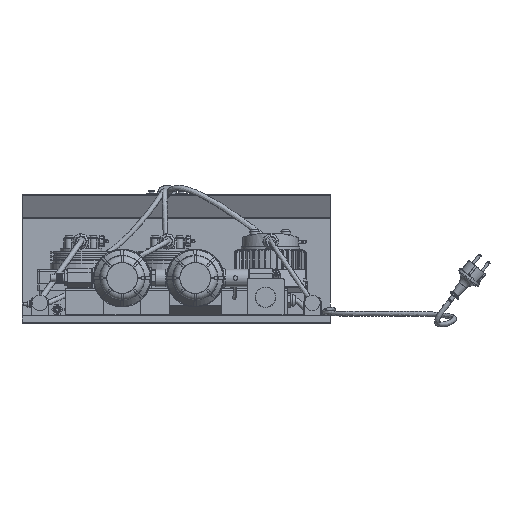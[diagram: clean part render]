
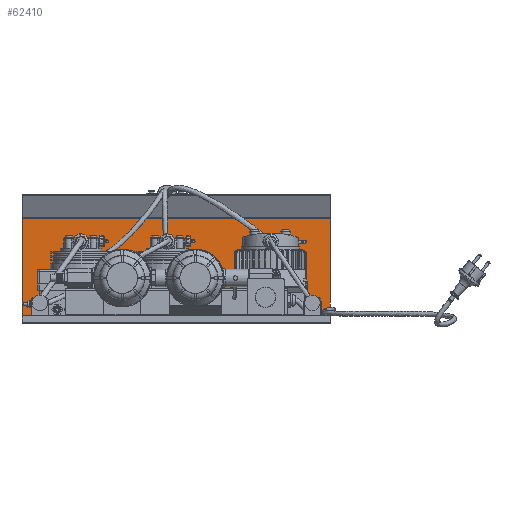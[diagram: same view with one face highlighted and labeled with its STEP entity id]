
A CAD part, front view. The second image highlights one B-rep face of the part: STEP entity #62410.
In plain terms, the highlighted planar face has unit normal (0, -1, 0).
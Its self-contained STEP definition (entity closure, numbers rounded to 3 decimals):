
#5406=PLANE('',#66116);
#7279=FACE_OUTER_BOUND('',#10928,.T.);
#10928=EDGE_LOOP('',(#43458,#43459,#43460,#43461));
#17474=LINE('',#88828,#22738);
#17484=LINE('',#88859,#22748);
#17485=LINE('',#88862,#22749);
#17486=LINE('',#88863,#22750);
#22738=VECTOR('',#71991,10.);
#22748=VECTOR('',#72015,10.);
#22749=VECTOR('',#72018,10.);
#22750=VECTOR('',#72019,10.);
#28009=VERTEX_POINT('',#88825);
#28010=VERTEX_POINT('',#88827);
#28024=VERTEX_POINT('',#88857);
#28025=VERTEX_POINT('',#88861);
#34155=EDGE_CURVE('',#28009,#28010,#17474,.T.);
#34171=EDGE_CURVE('',#28024,#28009,#17484,.T.);
#34172=EDGE_CURVE('',#28025,#28024,#17485,.T.);
#34173=EDGE_CURVE('',#28025,#28010,#17486,.T.);
#43458=ORIENTED_EDGE('',*,*,#34171,.F.);
#43459=ORIENTED_EDGE('',*,*,#34172,.F.);
#43460=ORIENTED_EDGE('',*,*,#34173,.T.);
#43461=ORIENTED_EDGE('',*,*,#34155,.F.);
#62410=ADVANCED_FACE('',(#7279),#5406,.T.);
#66116=AXIS2_PLACEMENT_3D('',#88860,#72016,#72017);
#71991=DIRECTION('',(0.,0.,1.));
#72015=DIRECTION('',(-1.,0.,0.));
#72016=DIRECTION('center_axis',(0.,-1.,0.));
#72017=DIRECTION('ref_axis',(0.,0.,-1.));
#72018=DIRECTION('',(0.,0.,-1.));
#72019=DIRECTION('',(-1.,0.,0.));
#88825=CARTESIAN_POINT('',(-250.,401.039,1.671));
#88827=CARTESIAN_POINT('',(-250.,401.039,167.671));
#88828=CARTESIAN_POINT('',(-250.,401.039,1.671));
#88857=CARTESIAN_POINT('',(250.,401.039,1.671));
#88859=CARTESIAN_POINT('',(0.,401.039,1.671));
#88860=CARTESIAN_POINT('Origin',(0.,401.039,167.671));
#88861=CARTESIAN_POINT('',(250.,401.039,167.671));
#88862=CARTESIAN_POINT('',(250.,401.039,1.671));
#88863=CARTESIAN_POINT('',(0.,401.039,167.671));
